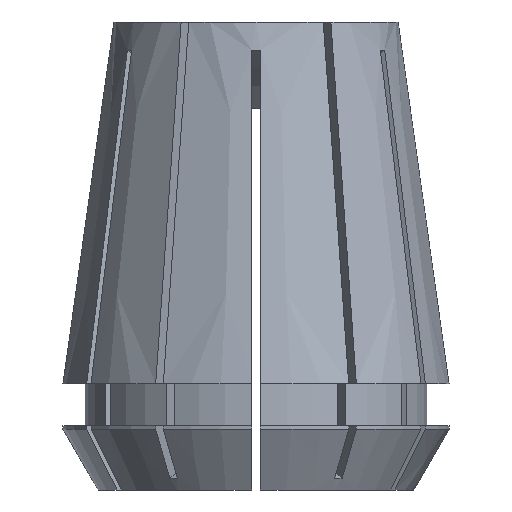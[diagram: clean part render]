
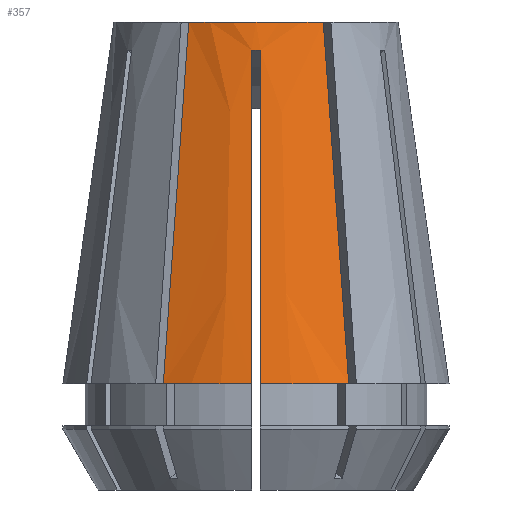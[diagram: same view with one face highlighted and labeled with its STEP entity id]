
A CAD part, front view. The second image highlights one B-rep face of the part: STEP entity #357.
In plain terms, the highlighted conical face has half-angle 8 degrees and reference radius 16.5 mm.
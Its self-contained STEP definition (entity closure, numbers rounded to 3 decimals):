
#20 = ORIENTED_EDGE ( 'NONE', *, *, #1130, .F. ) ;
#23 = ORIENTED_EDGE ( 'NONE', *, *, #2165, .F. ) ;
#82 = DIRECTION ( 'NONE',  ( 1., 0., 0. ) ) ;
#101 = AXIS2_PLACEMENT_3D ( 'NONE', #3768, #1895, #82 ) ;
#134 = B_SPLINE_CURVE_WITH_KNOTS ( 'NONE', 3,
 ( #2719, #573, #3347, #1488 ),
 .UNSPECIFIED., .F., .F.,
 ( 4, 4 ),
 ( 0.024, 0.052 ),
 .UNSPECIFIED. ) ;
#253 = DIRECTION ( 'NONE',  ( 0., 0., -1. ) ) ;
#254 = CONICAL_SURFACE ( 'NONE', #3875, 16.5, 0.14 ) ;
#328 = FACE_OUTER_BOUND ( 'NONE', #2685, .T. ) ;
#357 = ADVANCED_FACE ( 'NONE', ( #328 ), #254, .T. ) ;
#433 = CIRCLE ( 'NONE', #101, 12.158 ) ;
#446 = ORIENTED_EDGE ( 'NONE', *, *, #2724, .T. ) ;
#465 = CARTESIAN_POINT ( 'NONE',  ( 6.742, -12.427, -14.091 ) ) ;
#521 = CARTESIAN_POINT ( 'NONE',  ( 0., 0., -30.9 ) ) ;
#573 = CARTESIAN_POINT ( 'NONE',  ( 0.375, -15.161, -21.401 ) ) ;
#616 = ORIENTED_EDGE ( 'NONE', *, *, #2481, .F. ) ;
#635 = CARTESIAN_POINT ( 'NONE',  ( 0., 0., -30.9 ) ) ;
#705 = CARTESIAN_POINT ( 'NONE',  ( -6.742, -12.427, -14.091 ) ) ;
#766 = B_SPLINE_CURVE_WITH_KNOTS ( 'NONE', 3,
 ( #3219, #1657, #3533, #1678 ),
 .UNSPECIFIED., .F., .F.,
 ( 4, 4 ),
 ( 0.024, 0.052 ),
 .UNSPECIFIED. ) ;
#923 = CARTESIAN_POINT ( 'NONE',  ( 7.466, -13.681, -24.391 ) ) ;
#927 = DIRECTION ( 'NONE',  ( 1., 0., 0. ) ) ;
#971 = CARTESIAN_POINT ( 'NONE',  ( 0., 0., -30.9 ) ) ;
#977 = VERTEX_POINT ( 'NONE', #1801 ) ;
#1050 = CARTESIAN_POINT ( 'NONE',  ( 6.246, -11.569, -7.045 ) ) ;
#1093 = CARTESIAN_POINT ( 'NONE',  ( -7.466, -13.681, -24.391 ) ) ;
#1130 = EDGE_CURVE ( 'NONE', #2936, #3733, #2262, .T. ) ;
#1275 = DIRECTION ( 'NONE',  ( 1., 0., 0. ) ) ;
#1391 = CARTESIAN_POINT ( 'NONE',  ( -7.923, -14.474, -30.9 ) ) ;
#1484 = VERTEX_POINT ( 'NONE', #2456 ) ;
#1488 = CARTESIAN_POINT ( 'NONE',  ( 0.375, -12.49, -2.403 ) ) ;
#1542 = CARTESIAN_POINT ( 'NONE',  ( 7.695, -14.077, -27.645 ) ) ;
#1587 = ORIENTED_EDGE ( 'NONE', *, *, #3054, .T. ) ;
#1655 = B_SPLINE_CURVE_WITH_KNOTS ( 'NONE', 3,
 ( #2233, #1926, #705, #2948, #1093, #3255, #1391 ),
 .UNSPECIFIED., .F., .F.,
 ( 4, 3, 4 ),
 ( 0., 0.021, 0.031 ),
 .UNSPECIFIED. ) ;
#1657 = CARTESIAN_POINT ( 'NONE',  ( -0.375, -15.161, -21.401 ) ) ;
#1678 = CARTESIAN_POINT ( 'NONE',  ( -0.375, -12.49, -2.403 ) ) ;
#1801 = CARTESIAN_POINT ( 'NONE',  ( -0.375, -16.496, -30.9 ) ) ;
#1877 = CARTESIAN_POINT ( 'NONE',  ( 5.751, -10.711, 0. ) ) ;
#1895 = DIRECTION ( 'NONE',  ( 0., 0., 1. ) ) ;
#1900 = CARTESIAN_POINT ( 'NONE',  ( 0.375, -12.49, -2.403 ) ) ;
#1926 = CARTESIAN_POINT ( 'NONE',  ( -6.246, -11.569, -7.045 ) ) ;
#2044 = VERTEX_POINT ( 'NONE', #3098 ) ;
#2083 = CARTESIAN_POINT ( 'NONE',  ( -0.375, -12.49, -2.403 ) ) ;
#2109 = VERTEX_POINT ( 'NONE', #2160 ) ;
#2160 = CARTESIAN_POINT ( 'NONE',  ( -5.751, -10.711, 0. ) ) ;
#2164 = EDGE_CURVE ( 'NONE', #3964, #3733, #3712, .T. ) ;
#2165 = EDGE_CURVE ( 'NONE', #2109, #2936, #433, .T. ) ;
#2233 = CARTESIAN_POINT ( 'NONE',  ( -5.751, -10.711, 0. ) ) ;
#2262 = B_SPLINE_CURVE_WITH_KNOTS ( 'NONE', 3,
 ( #2298, #1050, #465, #2912, #923, #1542, #3083 ),
 .UNSPECIFIED., .F., .F.,
 ( 4, 3, 4 ),
 ( 0., 0.021, 0.031 ),
 .UNSPECIFIED. ) ;
#2298 = CARTESIAN_POINT ( 'NONE',  ( 5.751, -10.711, 0. ) ) ;
#2456 = CARTESIAN_POINT ( 'NONE',  ( 0.375, -12.49, -2.403 ) ) ;
#2481 = EDGE_CURVE ( 'NONE', #3964, #1484, #134, .T. ) ;
#2488 = CARTESIAN_POINT ( 'NONE',  ( 7.923, -14.474, -30.9 ) ) ;
#2685 = EDGE_LOOP ( 'NONE', ( #20, #23, #446, #1587, #3294, #2881, #616, #3951 ) ) ;
#2719 = CARTESIAN_POINT ( 'NONE',  ( 0.375, -16.496, -30.9 ) ) ;
#2724 = EDGE_CURVE ( 'NONE', #2109, #2044, #1655, .T. ) ;
#2727 = AXIS2_PLACEMENT_3D ( 'NONE', #635, #2779, #927 ) ;
#2779 = DIRECTION ( 'NONE',  ( 0., 0., 1. ) ) ;
#2823 = CARTESIAN_POINT ( 'NONE',  ( -0.125, -12.497, -2.399 ) ) ;
#2859 = VERTEX_POINT ( 'NONE', #2083 ) ;
#2881 = ORIENTED_EDGE ( 'NONE', *, *, #2993, .T. ) ;
#2912 = CARTESIAN_POINT ( 'NONE',  ( 7.237, -13.285, -21.136 ) ) ;
#2931 = CIRCLE ( 'NONE', #2727, 16.5 ) ;
#2936 = VERTEX_POINT ( 'NONE', #1877 ) ;
#2948 = CARTESIAN_POINT ( 'NONE',  ( -7.237, -13.285, -21.136 ) ) ;
#2993 = EDGE_CURVE ( 'NONE', #2859, #1484, #3213, .T. ) ;
#3054 = EDGE_CURVE ( 'NONE', #2044, #977, #2931, .T. ) ;
#3083 = CARTESIAN_POINT ( 'NONE',  ( 7.923, -14.474, -30.9 ) ) ;
#3098 = CARTESIAN_POINT ( 'NONE',  ( -7.923, -14.474, -30.9 ) ) ;
#3132 = DIRECTION ( 'NONE',  ( 0., 0., 1. ) ) ;
#3213 = B_SPLINE_CURVE_WITH_KNOTS ( 'NONE', 3,
 ( #3446, #2823, #3775, #1900 ),
 .UNSPECIFIED., .F., .F.,
 ( 4, 4 ),
 ( 0., 0.001 ),
 .UNSPECIFIED. ) ;
#3219 = CARTESIAN_POINT ( 'NONE',  ( -0.375, -16.496, -30.9 ) ) ;
#3234 = CARTESIAN_POINT ( 'NONE',  ( 0.375, -16.496, -30.9 ) ) ;
#3255 = CARTESIAN_POINT ( 'NONE',  ( -7.695, -14.077, -27.645 ) ) ;
#3279 = EDGE_CURVE ( 'NONE', #977, #2859, #766, .T. ) ;
#3294 = ORIENTED_EDGE ( 'NONE', *, *, #3279, .T. ) ;
#3347 = CARTESIAN_POINT ( 'NONE',  ( 0.375, -13.825, -11.902 ) ) ;
#3446 = CARTESIAN_POINT ( 'NONE',  ( -0.375, -12.49, -2.403 ) ) ;
#3533 = CARTESIAN_POINT ( 'NONE',  ( -0.375, -13.825, -11.902 ) ) ;
#3638 = DIRECTION ( 'NONE',  ( -1., 0., 0. ) ) ;
#3712 = CIRCLE ( 'NONE', #3893, 16.5 ) ;
#3733 = VERTEX_POINT ( 'NONE', #2488 ) ;
#3768 = CARTESIAN_POINT ( 'NONE',  ( 0., 0., 0. ) ) ;
#3775 = CARTESIAN_POINT ( 'NONE',  ( 0.125, -12.497, -2.399 ) ) ;
#3875 = AXIS2_PLACEMENT_3D ( 'NONE', #521, #253, #3638 ) ;
#3893 = AXIS2_PLACEMENT_3D ( 'NONE', #971, #3132, #1275 ) ;
#3951 = ORIENTED_EDGE ( 'NONE', *, *, #2164, .T. ) ;
#3964 = VERTEX_POINT ( 'NONE', #3234 ) ;
